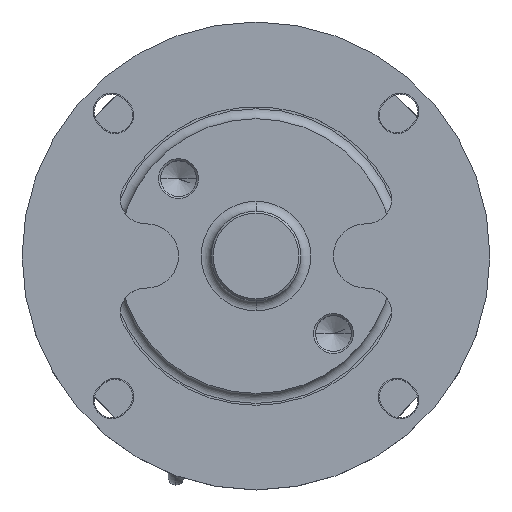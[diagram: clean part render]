
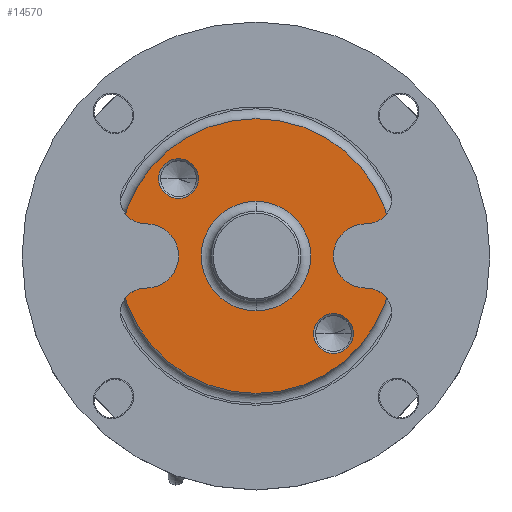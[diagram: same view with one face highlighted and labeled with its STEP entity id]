
A CAD part, top view. The second image highlights one B-rep face of the part: STEP entity #14570.
In plain terms, the highlighted planar face has unit normal (0, 0, 1).
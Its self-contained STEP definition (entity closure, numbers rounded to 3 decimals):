
#129 = ORIENTED_EDGE ( 'NONE', *, *, #36971, .T. ) ;
#138 = ORIENTED_EDGE ( 'NONE', *, *, #23995, .T. ) ;
#190 = AXIS2_PLACEMENT_3D ( 'NONE', #16035, #9126, #12607 ) ;
#428 = ORIENTED_EDGE ( 'NONE', *, *, #6793, .T. ) ;
#713 = AXIS2_PLACEMENT_3D ( 'NONE', #8899, #32845, #40019 ) ;
#1020 = DIRECTION ( 'NONE',  ( 0., 0., -1. ) ) ;
#1089 = CIRCLE ( 'NONE', #14465, 69. ) ;
#1267 = CARTESIAN_POINT ( 'NONE',  ( 38.891, -38.891, -30. ) ) ;
#1721 = ORIENTED_EDGE ( 'NONE', *, *, #43024, .T. ) ;
#2220 = FACE_BOUND ( 'NONE', #3820, .T. ) ;
#3801 = DIRECTION ( 'NONE',  ( 0., 1., 0. ) ) ;
#3820 = EDGE_LOOP ( 'NONE', ( #1721, #26472 ) ) ;
#3966 = CARTESIAN_POINT ( 'NONE',  ( 0., -27.5, -30. ) ) ;
#5443 = CARTESIAN_POINT ( 'NONE',  ( -69., 0., -30. ) ) ;
#5591 = VERTEX_POINT ( 'NONE', #31689 ) ;
#5869 = DIRECTION ( 'NONE',  ( 0., 0., -1. ) ) ;
#6096 = CARTESIAN_POINT ( 'NONE',  ( 28.891, -38.891, -30. ) ) ;
#6720 = CIRCLE ( 'NONE', #25494, 10. ) ;
#6793 = EDGE_CURVE ( 'NONE', #25010, #5591, #38236, .T. ) ;
#7366 = ORIENTED_EDGE ( 'NONE', *, *, #27241, .T. ) ;
#8613 = FACE_OUTER_BOUND ( 'NONE', #24585, .T. ) ;
#8899 = CARTESIAN_POINT ( 'NONE',  ( 0., 0., -30. ) ) ;
#9126 = DIRECTION ( 'NONE',  ( 0., 0., -1. ) ) ;
#10130 = DIRECTION ( 'NONE',  ( 0., 1., 0. ) ) ;
#10599 = CIRCLE ( 'NONE', #16439, 69. ) ;
#11569 = DIRECTION ( 'NONE',  ( 0., 0., -1. ) ) ;
#12607 = DIRECTION ( 'NONE',  ( 0., -1., 0. ) ) ;
#12908 = DIRECTION ( 'NONE',  ( 0., -1., 0. ) ) ;
#14465 = AXIS2_PLACEMENT_3D ( 'NONE', #41351, #23859, #3801 ) ;
#14515 = CIRCLE ( 'NONE', #43359, 27.5 ) ;
#14570 = ADVANCED_FACE ( 'NONE', ( #2220, #22575, #35926, #8613 ), #21224, .T. ) ;
#14654 = CIRCLE ( 'NONE', #39421, 10. ) ;
#14916 = VERTEX_POINT ( 'NONE', #43154 ) ;
#16035 = CARTESIAN_POINT ( 'NONE',  ( -38.891, 38.891, -30. ) ) ;
#16320 = VERTEX_POINT ( 'NONE', #3966 ) ;
#16325 = CIRCLE ( 'NONE', #713, 27.5 ) ;
#16439 = AXIS2_PLACEMENT_3D ( 'NONE', #38717, #31845, #10130 ) ;
#17511 = CARTESIAN_POINT ( 'NONE',  ( -38.891, 38.891, -30. ) ) ;
#18485 = DIRECTION ( 'NONE',  ( 0., -1., 0. ) ) ;
#21224 = PLANE ( 'NONE',  #34714 ) ;
#21316 = EDGE_LOOP ( 'NONE', ( #428, #138 ) ) ;
#21382 = VERTEX_POINT ( 'NONE', #5443 ) ;
#21513 = CARTESIAN_POINT ( 'NONE',  ( -28.891, 38.891, -30. ) ) ;
#22575 = FACE_BOUND ( 'NONE', #21316, .T. ) ;
#22611 = VERTEX_POINT ( 'NONE', #6096 ) ;
#22993 = VERTEX_POINT ( 'NONE', #26007 ) ;
#23260 = EDGE_CURVE ( 'NONE', #21382, #22993, #1089, .T. ) ;
#23859 = DIRECTION ( 'NONE',  ( 0., 0., -1. ) ) ;
#23995 = EDGE_CURVE ( 'NONE', #5591, #25010, #33594, .T. ) ;
#24517 = DIRECTION ( 'NONE',  ( 0., -1., 0. ) ) ;
#24585 = EDGE_LOOP ( 'NONE', ( #31947, #30949 ) ) ;
#25010 = VERTEX_POINT ( 'NONE', #21513 ) ;
#25494 = AXIS2_PLACEMENT_3D ( 'NONE', #26411, #5869, #12908 ) ;
#26007 = CARTESIAN_POINT ( 'NONE',  ( 69., 0., -30. ) ) ;
#26411 = CARTESIAN_POINT ( 'NONE',  ( 38.891, -38.891, -30. ) ) ;
#26472 = ORIENTED_EDGE ( 'NONE', *, *, #38266, .T. ) ;
#27241 = EDGE_CURVE ( 'NONE', #16320, #42416, #14515, .T. ) ;
#27354 = CARTESIAN_POINT ( 'NONE',  ( 0., 0., -30. ) ) ;
#27984 = DIRECTION ( 'NONE',  ( 0., -1., 0. ) ) ;
#28133 = DIRECTION ( 'NONE',  ( 0., 0., 1. ) ) ;
#29854 = EDGE_LOOP ( 'NONE', ( #7366, #129 ) ) ;
#30949 = ORIENTED_EDGE ( 'NONE', *, *, #36158, .F. ) ;
#31689 = CARTESIAN_POINT ( 'NONE',  ( -48.891, 38.891, -30. ) ) ;
#31845 = DIRECTION ( 'NONE',  ( 0., 0., -1. ) ) ;
#31947 = ORIENTED_EDGE ( 'NONE', *, *, #23260, .F. ) ;
#32845 = DIRECTION ( 'NONE',  ( 0., 0., -1. ) ) ;
#33594 = CIRCLE ( 'NONE', #190, 10. ) ;
#33746 = DIRECTION ( 'NONE',  ( 0., 0., -1. ) ) ;
#34714 = AXIS2_PLACEMENT_3D ( 'NONE', #35253, #28133, #27984 ) ;
#35253 = CARTESIAN_POINT ( 'NONE',  ( 0., 69., -30. ) ) ;
#35926 = FACE_BOUND ( 'NONE', #29854, .T. ) ;
#36158 = EDGE_CURVE ( 'NONE', #22993, #21382, #10599, .T. ) ;
#36971 = EDGE_CURVE ( 'NONE', #42416, #16320, #16325, .T. ) ;
#37179 = DIRECTION ( 'NONE',  ( 0., -1., 0. ) ) ;
#38236 = CIRCLE ( 'NONE', #41183, 10. ) ;
#38266 = EDGE_CURVE ( 'NONE', #22611, #14916, #14654, .T. ) ;
#38717 = CARTESIAN_POINT ( 'NONE',  ( 0., 0., -30. ) ) ;
#39421 = AXIS2_PLACEMENT_3D ( 'NONE', #1267, #11569, #18485 ) ;
#40019 = DIRECTION ( 'NONE',  ( 0., -1., 0. ) ) ;
#40732 = CARTESIAN_POINT ( 'NONE',  ( 0., 27.5, -30. ) ) ;
#41183 = AXIS2_PLACEMENT_3D ( 'NONE', #17511, #1020, #24517 ) ;
#41351 = CARTESIAN_POINT ( 'NONE',  ( 0., 0., -30. ) ) ;
#42416 = VERTEX_POINT ( 'NONE', #40732 ) ;
#43024 = EDGE_CURVE ( 'NONE', #14916, #22611, #6720, .T. ) ;
#43154 = CARTESIAN_POINT ( 'NONE',  ( 48.891, -38.891, -30. ) ) ;
#43359 = AXIS2_PLACEMENT_3D ( 'NONE', #27354, #33746, #37179 ) ;
